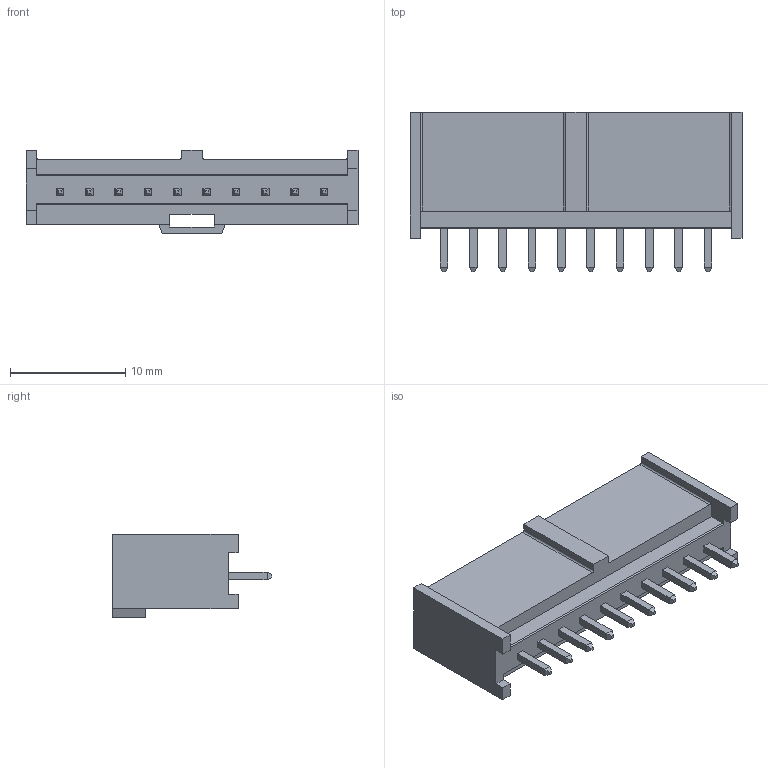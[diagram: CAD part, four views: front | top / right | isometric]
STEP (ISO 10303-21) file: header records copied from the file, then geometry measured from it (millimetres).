
FILE_DESCRIPTION (( 'STEP AP214' ), '1' );
FILE_NAME ('901361110.STEP', '2016-01-14T02:02:23', ( '' ), ( '' ), 'SwSTEP 2.0', 'SolidWorks 2014', '' );
FILE_SCHEMA (( 'AUTOMOTIVE_DESIGN' ));
Length unit declared in the file: millimetre
Products named in the file (1): 901361110
Bounding box: 28.75 x 13.8 x 7.21 mm (x, y, z)
Volume: 788.7 mm3; surface area: 1794.4 mm2
Topology: 1 solids, 1 shells, 239 faces, 568 edges, 350 vertices
Faces by surface type: plane 235, cylinder 4
Entity records: 9309 total; most frequent: CARTESIAN_POINT 1158, ORIENTED_EDGE 1136, DIRECTION 1056, EDGE_CURVE 568, VECTOR 560, LINE 560, VERTEX_POINT 350, EDGE_LOOP 260
